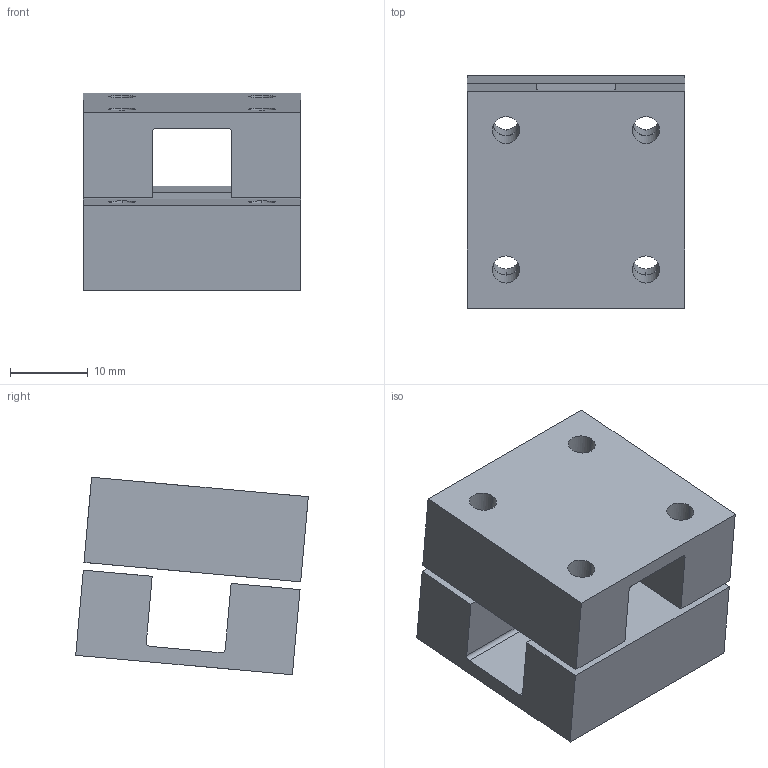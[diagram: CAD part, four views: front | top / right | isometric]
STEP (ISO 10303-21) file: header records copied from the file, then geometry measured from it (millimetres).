
FILE_DESCRIPTION((''),'');
FILE_NAME('Link01.stp','2018-09-05T06:36:28+00:00',('none'),('none'),'','','none');
FILE_SCHEMA(('CONFIG_CONTROL_DESIGN'));
Length unit declared in the file: millimetre
Products named in the file (1): Link01
Assembly tree (2 placements, depth 2):
  Link01
    #58
    #686
Bounding box: 28 x 29.94 x 25.41 mm (x, y, z)
Volume: 11051 mm3; surface area: 7128.8 mm2
Topology: 2 solids, 2 shells, 68 faces, 180 edges, 120 vertices
Faces by surface type: plane 48, cylinder 20
Entity records: 2096 total; most frequent: ORIENTED_EDGE 360, CARTESIAN_POINT 355, DIRECTION 290, EDGE_CURVE 180, VECTOR 140, LINE 140, VERTEX_POINT 120, AXIS2_PLACEMENT_3D 95
